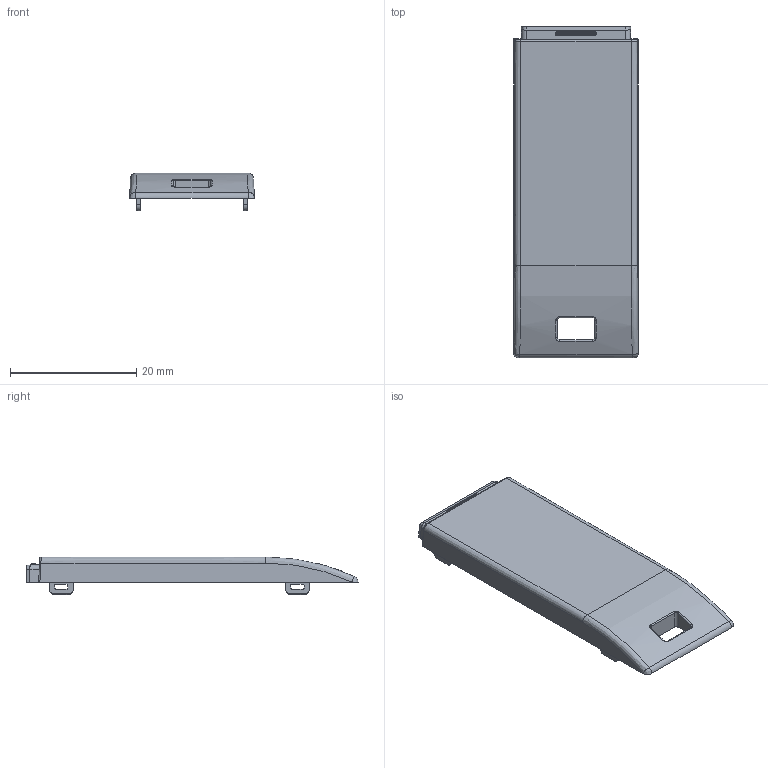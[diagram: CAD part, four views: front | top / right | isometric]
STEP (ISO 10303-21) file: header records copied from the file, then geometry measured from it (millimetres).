
FILE_DESCRIPTION(('FreeCAD Model'),'2;1');
FILE_NAME('top_case.step','2019-04-25T14:54:27',('Author'),(''), 'Open CASCADE STEP processor 6.8','FreeCAD','Unknown');
FILE_SCHEMA(('AUTOMOTIVE_DESIGN_CC2 { 1 2 10303 214 -1 1 5 4 }'));
Length unit declared in the file: millimetre
Products named in the file (1): Gehäusehälfte_oben_für_Nitrokey_Storeage
Bounding box: 19.8 x 52.6 x 6 mm (x, y, z)
Volume: 1478.3 mm3; surface area: 2940.2 mm2
Topology: 1 solids, 1 shells, 256 faces, 698 edges, 456 vertices
Faces by surface type: plane 132, cylinder 60, bspline 32, cone 30, torus 2
Entity records: 31300 total; most frequent: CARTESIAN_POINT 19012, DIRECTION 1813, ORIENTED_EDGE 1390, PCURVE 1390, DEFINITIONAL_REPRESENTATION 1390, LINE 1068, VECTOR 1068, EDGE_CURVE 695
